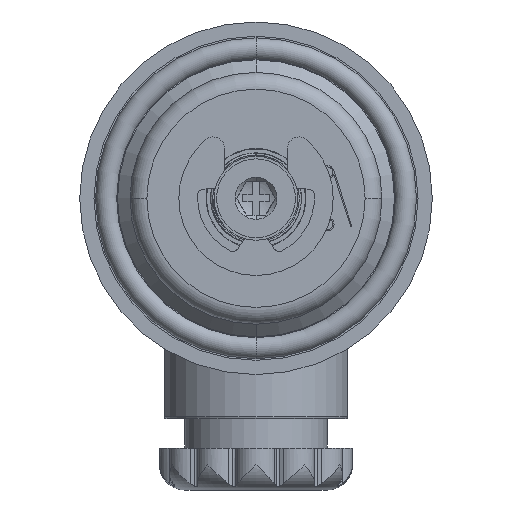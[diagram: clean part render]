
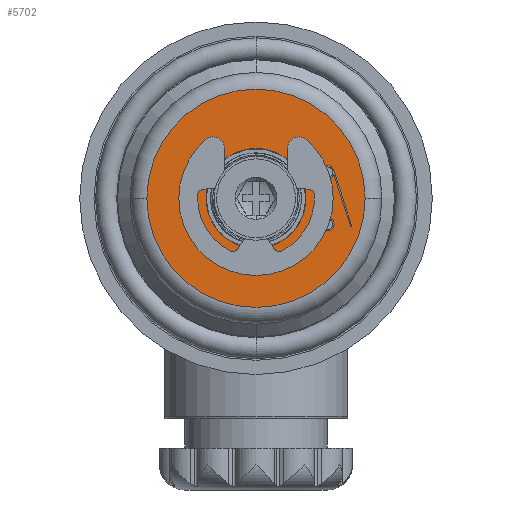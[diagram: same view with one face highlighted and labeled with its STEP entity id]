
A CAD part, front view. The second image highlights one B-rep face of the part: STEP entity #5702.
In plain terms, the highlighted planar face has unit normal (0, -1, 0).
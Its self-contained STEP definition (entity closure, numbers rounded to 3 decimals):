
#238 = DIRECTION ( 'NONE',  ( 0.309, 0., -0.951 ) ) ;
#336 = AXIS2_PLACEMENT_3D ( 'NONE', #4055, #6717, #24304 ) ;
#688 = AXIS2_PLACEMENT_3D ( 'NONE', #10850, #25895, #8012 ) ;
#691 = VERTEX_POINT ( 'NONE', #32425 ) ;
#761 = CIRCLE ( 'NONE', #19313, 0.8 ) ;
#956 = CARTESIAN_POINT ( 'NONE',  ( 11.281, -166.7, -3.371 ) ) ;
#1471 = DIRECTION ( 'NONE',  ( 0., -1., 0. ) ) ;
#1691 = VERTEX_POINT ( 'NONE', #19576 ) ;
#2321 = CARTESIAN_POINT ( 'NONE',  ( 13., -166.7, 0. ) ) ;
#2842 = VERTEX_POINT ( 'NONE', #30817 ) ;
#2971 = VERTEX_POINT ( 'NONE', #32754 ) ;
#4055 = CARTESIAN_POINT ( 'NONE',  ( 0., -166.7, 0. ) ) ;
#4564 = EDGE_CURVE ( 'NONE', #691, #9625, #761, .T. ) ;
#5702 = ADVANCED_FACE ( 'NONE', ( #10261, #14749, #15405, #17569 ), #25001, .F. ) ;
#5716 = CARTESIAN_POINT ( 'NONE',  ( 9.262, -166.7, 2.843 ) ) ;
#5738 = AXIS2_PLACEMENT_3D ( 'NONE', #19721, #18789, #26362 ) ;
#6183 = EDGE_CURVE ( 'NONE', #26418, #2842, #8215, .T. ) ;
#6717 = DIRECTION ( 'NONE',  ( 0., 1., 0. ) ) ;
#6778 = CIRCLE ( 'NONE', #5738, 0.8 ) ;
#6950 = EDGE_CURVE ( 'NONE', #2842, #11756, #24003, .T. ) ;
#7085 = CARTESIAN_POINT ( 'NONE',  ( 9.261, -166.7, 3.333 ) ) ;
#7326 = CIRCLE ( 'NONE', #336, 5.95 ) ;
#7583 = CIRCLE ( 'NONE', #688, 0.8 ) ;
#7665 = ORIENTED_EDGE ( 'NONE', *, *, #31303, .F. ) ;
#8012 = DIRECTION ( 'NONE',  ( -1., 0., 0. ) ) ;
#8215 = LINE ( 'NONE', #5716, #8324 ) ;
#8324 = VECTOR ( 'NONE', #238, 1000. ) ;
#8334 = VERTEX_POINT ( 'NONE', #2321 ) ;
#8920 = DIRECTION ( 'NONE',  ( 0., -1., 0. ) ) ;
#9074 = CIRCLE ( 'NONE', #20703, 0.8 ) ;
#9272 = CARTESIAN_POINT ( 'NONE',  ( 9.3, -166.7, -3.086 ) ) ;
#9625 = VERTEX_POINT ( 'NONE', #13181 ) ;
#9926 = CARTESIAN_POINT ( 'NONE',  ( 0., -166.7, 5.95 ) ) ;
#10061 = EDGE_CURVE ( 'NONE', #9625, #26418, #6778, .T. ) ;
#10167 = ORIENTED_EDGE ( 'NONE', *, *, #19096, .F. ) ;
#10261 = FACE_OUTER_BOUND ( 'NONE', #17265, .T. ) ;
#10850 = CARTESIAN_POINT ( 'NONE',  ( 8.5, -166.7, -3.086 ) ) ;
#10995 = EDGE_CURVE ( 'NONE', #8334, #17054, #26955, .T. ) ;
#11594 = ORIENTED_EDGE ( 'NONE', *, *, #6950, .F. ) ;
#11756 = VERTEX_POINT ( 'NONE', #18843 ) ;
#11890 = EDGE_CURVE ( 'NONE', #1691, #2971, #27549, .T. ) ;
#12462 = CARTESIAN_POINT ( 'NONE',  ( -13., -166.7, 0. ) ) ;
#12573 = DIRECTION ( 'NONE',  ( -1., 0., 0. ) ) ;
#12656 = VERTEX_POINT ( 'NONE', #21154 ) ;
#13181 = CARTESIAN_POINT ( 'NONE',  ( 7.7, -166.7, 3.086 ) ) ;
#13306 = AXIS2_PLACEMENT_3D ( 'NONE', #25407, #16320, #18310 ) ;
#14749 = FACE_BOUND ( 'NONE', #19875, .T. ) ;
#14995 = CIRCLE ( 'NONE', #29763, 13. ) ;
#15405 = FACE_BOUND ( 'NONE', #18138, .T. ) ;
#16320 = DIRECTION ( 'NONE',  ( 0., 1., 0. ) ) ;
#16730 = DIRECTION ( 'NONE',  ( -1., 0., 0. ) ) ;
#17016 = ORIENTED_EDGE ( 'NONE', *, *, #10061, .F. ) ;
#17054 = VERTEX_POINT ( 'NONE', #12462 ) ;
#17265 = EDGE_LOOP ( 'NONE', ( #26340, #30298 ) ) ;
#17569 = FACE_BOUND ( 'NONE', #20599, .T. ) ;
#17857 = DIRECTION ( 'NONE',  ( -0.309, 0., 0.951 ) ) ;
#18138 = EDGE_LOOP ( 'NONE', ( #29083, #24996, #11594, #22932, #17016 ) ) ;
#18310 = DIRECTION ( 'NONE',  ( -1., 0., 0. ) ) ;
#18698 = DIRECTION ( 'NONE',  ( -1., 0., 0. ) ) ;
#18789 = DIRECTION ( 'NONE',  ( 0., -1., 0. ) ) ;
#18843 = CARTESIAN_POINT ( 'NONE',  ( 11.424, -166.7, -3.324 ) ) ;
#18906 = CARTESIAN_POINT ( 'NONE',  ( 8.5, -166.7, 3.086 ) ) ;
#19032 = VECTOR ( 'NONE', #17857, 1000. ) ;
#19049 = DIRECTION ( 'NONE',  ( 0.951, 0., 0.309 ) ) ;
#19096 = EDGE_CURVE ( 'NONE', #12656, #25366, #7583, .T. ) ;
#19313 = AXIS2_PLACEMENT_3D ( 'NONE', #18906, #1471, #16730 ) ;
#19576 = CARTESIAN_POINT ( 'NONE',  ( -5.95, -166.7, 0. ) ) ;
#19718 = CARTESIAN_POINT ( 'NONE',  ( 8.5, -166.7, -3.086 ) ) ;
#19721 = CARTESIAN_POINT ( 'NONE',  ( 8.5, -166.7, 3.086 ) ) ;
#19875 = EDGE_LOOP ( 'NONE', ( #29346, #28524 ) ) ;
#20002 = EDGE_CURVE ( 'NONE', #17054, #8334, #14995, .T. ) ;
#20599 = EDGE_LOOP ( 'NONE', ( #10167, #7665 ) ) ;
#20703 = AXIS2_PLACEMENT_3D ( 'NONE', #19718, #24830, #26791 ) ;
#21154 = CARTESIAN_POINT ( 'NONE',  ( 7.7, -166.7, -3.086 ) ) ;
#22932 = ORIENTED_EDGE ( 'NONE', *, *, #6183, .F. ) ;
#23305 = AXIS2_PLACEMENT_3D ( 'NONE', #26277, #8920, #18698 ) ;
#23602 = EDGE_CURVE ( 'NONE', #2971, #1691, #7326, .T. ) ;
#23630 = AXIS2_PLACEMENT_3D ( 'NONE', #9926, #25481, #12573 ) ;
#24003 = LINE ( 'NONE', #956, #28421 ) ;
#24304 = DIRECTION ( 'NONE',  ( -1., 0., 0. ) ) ;
#24830 = DIRECTION ( 'NONE',  ( 0., -1., 0. ) ) ;
#24996 = ORIENTED_EDGE ( 'NONE', *, *, #27644, .F. ) ;
#25001 = PLANE ( 'NONE',  #23630 ) ;
#25130 = DIRECTION ( 'NONE',  ( 0., -1., 0. ) ) ;
#25366 = VERTEX_POINT ( 'NONE', #9272 ) ;
#25407 = CARTESIAN_POINT ( 'NONE',  ( 0., -166.7, 0. ) ) ;
#25481 = DIRECTION ( 'NONE',  ( 0., 1., 0. ) ) ;
#25895 = DIRECTION ( 'NONE',  ( 0., -1., 0. ) ) ;
#26277 = CARTESIAN_POINT ( 'NONE',  ( 0., -166.7, 0. ) ) ;
#26340 = ORIENTED_EDGE ( 'NONE', *, *, #20002, .T. ) ;
#26362 = DIRECTION ( 'NONE',  ( -1., 0., 0. ) ) ;
#26418 = VERTEX_POINT ( 'NONE', #28342 ) ;
#26791 = DIRECTION ( 'NONE',  ( -1., 0., 0. ) ) ;
#26955 = CIRCLE ( 'NONE', #23305, 13. ) ;
#27448 = DIRECTION ( 'NONE',  ( -1., 0., 0. ) ) ;
#27549 = CIRCLE ( 'NONE', #13306, 5.95 ) ;
#27591 = LINE ( 'NONE', #7085, #19032 ) ;
#27644 = EDGE_CURVE ( 'NONE', #11756, #691, #27591, .T. ) ;
#28342 = CARTESIAN_POINT ( 'NONE',  ( 9.262, -166.7, 2.843 ) ) ;
#28421 = VECTOR ( 'NONE', #19049, 1000. ) ;
#28524 = ORIENTED_EDGE ( 'NONE', *, *, #23602, .T. ) ;
#29083 = ORIENTED_EDGE ( 'NONE', *, *, #4564, .F. ) ;
#29346 = ORIENTED_EDGE ( 'NONE', *, *, #11890, .T. ) ;
#29763 = AXIS2_PLACEMENT_3D ( 'NONE', #32554, #25130, #27448 ) ;
#30298 = ORIENTED_EDGE ( 'NONE', *, *, #10995, .T. ) ;
#30817 = CARTESIAN_POINT ( 'NONE',  ( 11.281, -166.7, -3.371 ) ) ;
#31303 = EDGE_CURVE ( 'NONE', #25366, #12656, #9074, .T. ) ;
#32425 = CARTESIAN_POINT ( 'NONE',  ( 9.261, -166.7, 3.333 ) ) ;
#32554 = CARTESIAN_POINT ( 'NONE',  ( 0., -166.7, 0. ) ) ;
#32754 = CARTESIAN_POINT ( 'NONE',  ( 5.95, -166.7, 0. ) ) ;
